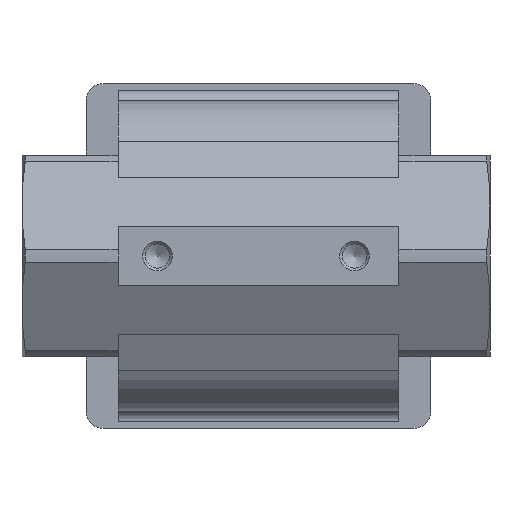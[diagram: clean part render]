
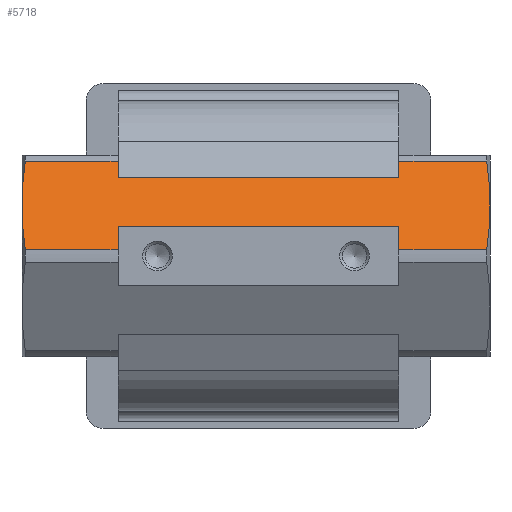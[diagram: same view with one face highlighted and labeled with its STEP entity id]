
A CAD part, front view. The second image highlights one B-rep face of the part: STEP entity #5718.
In plain terms, the highlighted planar face has unit normal (0, -0.866, 0.5).
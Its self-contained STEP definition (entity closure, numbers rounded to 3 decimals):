
#118=B_SPLINE_CURVE_WITH_KNOTS('',3,(#7842,#7843,#7844,#7845),
 .UNSPECIFIED.,.F.,.F.,(4,4),(0.01,0.021),
 .UNSPECIFIED.);
#119=B_SPLINE_CURVE_WITH_KNOTS('',3,(#7847,#7848,#7849,#7850),
 .UNSPECIFIED.,.F.,.F.,(4,4),(0.,0.01),
 .UNSPECIFIED.);
#120=B_SPLINE_CURVE_WITH_KNOTS('',3,(#7862,#7863,#7864,#7865),
 .UNSPECIFIED.,.F.,.F.,(4,4),(0.01,0.021),
 .UNSPECIFIED.);
#121=B_SPLINE_CURVE_WITH_KNOTS('',3,(#7867,#7868,#7869,#7870),
 .UNSPECIFIED.,.F.,.F.,(4,4),(0.,0.01),
 .UNSPECIFIED.);
#247=LINE('',#7831,#622);
#248=LINE('',#7834,#623);
#249=LINE('',#7836,#624);
#250=LINE('',#7838,#625);
#251=LINE('',#7840,#626);
#252=LINE('',#7852,#627);
#253=LINE('',#7854,#628);
#254=LINE('',#7856,#629);
#255=LINE('',#7858,#630);
#256=LINE('',#7860,#631);
#257=LINE('',#7872,#632);
#258=LINE('',#7874,#633);
#622=VECTOR('',#6521,1000.);
#623=VECTOR('',#6522,1000.);
#624=VECTOR('',#6523,1000.);
#625=VECTOR('',#6524,1000.);
#626=VECTOR('',#6525,1000.);
#627=VECTOR('',#6526,1000.);
#628=VECTOR('',#6527,1000.);
#629=VECTOR('',#6528,1000.);
#630=VECTOR('',#6529,1000.);
#631=VECTOR('',#6530,1000.);
#632=VECTOR('',#6531,1000.);
#633=VECTOR('',#6532,1000.);
#1053=ORIENTED_EDGE('',*,*,#2215,.F.);
#1054=ORIENTED_EDGE('',*,*,#2216,.T.);
#1055=ORIENTED_EDGE('',*,*,#2217,.F.);
#1056=ORIENTED_EDGE('',*,*,#2218,.F.);
#1057=ORIENTED_EDGE('',*,*,#2219,.F.);
#1058=ORIENTED_EDGE('',*,*,#2220,.F.);
#1059=ORIENTED_EDGE('',*,*,#2221,.F.);
#1060=ORIENTED_EDGE('',*,*,#2222,.F.);
#1061=ORIENTED_EDGE('',*,*,#2223,.T.);
#1062=ORIENTED_EDGE('',*,*,#2224,.F.);
#1063=ORIENTED_EDGE('',*,*,#2225,.F.);
#1064=ORIENTED_EDGE('',*,*,#2226,.F.);
#1065=ORIENTED_EDGE('',*,*,#2227,.F.);
#1066=ORIENTED_EDGE('',*,*,#2228,.F.);
#1067=ORIENTED_EDGE('',*,*,#2229,.F.);
#1068=ORIENTED_EDGE('',*,*,#2230,.F.);
#2215=EDGE_CURVE('',#2791,#2792,#247,.T.);
#2216=EDGE_CURVE('',#2791,#2793,#248,.T.);
#2217=EDGE_CURVE('',#2794,#2793,#249,.T.);
#2218=EDGE_CURVE('',#2795,#2794,#250,.T.);
#2219=EDGE_CURVE('',#2796,#2795,#251,.T.);
#2220=EDGE_CURVE('',#2797,#2796,#118,.T.);
#2221=EDGE_CURVE('',#2798,#2797,#119,.T.);
#2222=EDGE_CURVE('',#2799,#2798,#252,.F.);
#2223=EDGE_CURVE('',#2799,#2800,#253,.T.);
#2224=EDGE_CURVE('',#2801,#2800,#254,.T.);
#2225=EDGE_CURVE('',#2802,#2801,#255,.T.);
#2226=EDGE_CURVE('',#2803,#2802,#256,.F.);
#2227=EDGE_CURVE('',#2804,#2803,#120,.T.);
#2228=EDGE_CURVE('',#2805,#2804,#121,.T.);
#2229=EDGE_CURVE('',#2806,#2805,#257,.T.);
#2230=EDGE_CURVE('',#2792,#2806,#258,.T.);
#2791=VERTEX_POINT('',#7832);
#2792=VERTEX_POINT('',#7833);
#2793=VERTEX_POINT('',#7835);
#2794=VERTEX_POINT('',#7837);
#2795=VERTEX_POINT('',#7839);
#2796=VERTEX_POINT('',#7841);
#2797=VERTEX_POINT('',#7846);
#2798=VERTEX_POINT('',#7851);
#2799=VERTEX_POINT('',#7853);
#2800=VERTEX_POINT('',#7855);
#2801=VERTEX_POINT('',#7857);
#2802=VERTEX_POINT('',#7859);
#2803=VERTEX_POINT('',#7861);
#2804=VERTEX_POINT('',#7866);
#2805=VERTEX_POINT('',#7871);
#2806=VERTEX_POINT('',#7873);
#3265=EDGE_LOOP('',(#1053,#1054,#1055,#1056,#1057,#1058,#1059,#1060,#1061,
#1062,#1063,#1064,#1065,#1066,#1067,#1068));
#3565=FACE_BOUND('',#3265,.T.);
#3853=PLANE('',#5997);
#5718=ADVANCED_FACE('',(#3565),#3853,.F.);
#5997=AXIS2_PLACEMENT_3D('',#7830,#6519,#6520);
#6519=DIRECTION('',(0.,0.866,-0.5));
#6520=DIRECTION('',(0.,0.5,0.866));
#6521=DIRECTION('',(0.,-0.5,-0.866));
#6522=DIRECTION('',(1.,0.,0.));
#6523=DIRECTION('',(0.,0.5,0.866));
#6524=DIRECTION('',(0.,0.5,0.866));
#6525=DIRECTION('',(-1.,0.,0.));
#6526=DIRECTION('',(-1.,0.,0.));
#6527=DIRECTION('',(0.,-0.5,-0.866));
#6528=DIRECTION('',(1.,0.,0.));
#6529=DIRECTION('',(0.,-0.5,-0.866));
#6530=DIRECTION('',(-1.,0.,0.));
#6531=DIRECTION('',(-1.,0.,0.));
#6532=DIRECTION('',(0.,-0.5,-0.866));
#7830=CARTESIAN_POINT('',(237.5,11.164,20.5));
#7831=CARTESIAN_POINT('',(19.5,11.164,20.5));
#7832=CARTESIAN_POINT('',(19.5,2.793,6.));
#7833=CARTESIAN_POINT('',(19.5,0.671,2.325));
#7834=CARTESIAN_POINT('',(237.5,2.793,6.));
#7835=CARTESIAN_POINT('',(76.5,2.793,6.));
#7836=CARTESIAN_POINT('',(76.5,11.164,20.5));
#7837=CARTESIAN_POINT('',(76.5,0.671,2.325));
#7838=CARTESIAN_POINT('',(76.5,11.164,20.5));
#7839=CARTESIAN_POINT('',(76.5,0.032,1.219));
#7840=CARTESIAN_POINT('',(0.,0.032,1.219));
#7841=CARTESIAN_POINT('',(94.33,0.032,1.219));
#7842=CARTESIAN_POINT('',(95.,5.246,10.25));
#7843=CARTESIAN_POINT('',(95.,3.508,7.24));
#7844=CARTESIAN_POINT('',(94.752,1.77,4.229));
#7845=CARTESIAN_POINT('',(94.33,0.032,1.219));
#7846=CARTESIAN_POINT('',(95.,5.246,10.25));
#7847=CARTESIAN_POINT('',(94.33,10.461,19.281));
#7848=CARTESIAN_POINT('',(94.752,8.723,16.271));
#7849=CARTESIAN_POINT('',(95.,6.985,13.26));
#7850=CARTESIAN_POINT('',(95.,5.246,10.25));
#7851=CARTESIAN_POINT('',(94.33,10.461,19.281));
#7852=CARTESIAN_POINT('',(0.,10.461,19.281));
#7853=CARTESIAN_POINT('',(76.5,10.461,19.281));
#7854=CARTESIAN_POINT('',(76.5,11.164,20.5));
#7855=CARTESIAN_POINT('',(76.5,8.525,15.928));
#7856=CARTESIAN_POINT('',(237.5,8.525,15.928));
#7857=CARTESIAN_POINT('',(19.5,8.525,15.928));
#7858=CARTESIAN_POINT('',(19.5,11.164,20.5));
#7859=CARTESIAN_POINT('',(19.5,10.461,19.281));
#7860=CARTESIAN_POINT('',(0.,10.461,19.281));
#7861=CARTESIAN_POINT('',(0.67,10.461,19.281));
#7862=CARTESIAN_POINT('',(0.,5.246,10.25));
#7863=CARTESIAN_POINT('',(0.,6.985,13.26));
#7864=CARTESIAN_POINT('',(0.248,8.723,16.271));
#7865=CARTESIAN_POINT('',(0.67,10.461,19.281));
#7866=CARTESIAN_POINT('',(0.,5.246,10.25));
#7867=CARTESIAN_POINT('',(0.67,0.032,1.219));
#7868=CARTESIAN_POINT('',(0.248,1.77,4.229));
#7869=CARTESIAN_POINT('',(0.,3.508,7.24));
#7870=CARTESIAN_POINT('',(0.,5.246,10.25));
#7871=CARTESIAN_POINT('',(0.67,0.032,1.219));
#7872=CARTESIAN_POINT('',(0.,0.032,1.219));
#7873=CARTESIAN_POINT('',(19.5,0.032,1.219));
#7874=CARTESIAN_POINT('',(19.5,11.164,20.5));
